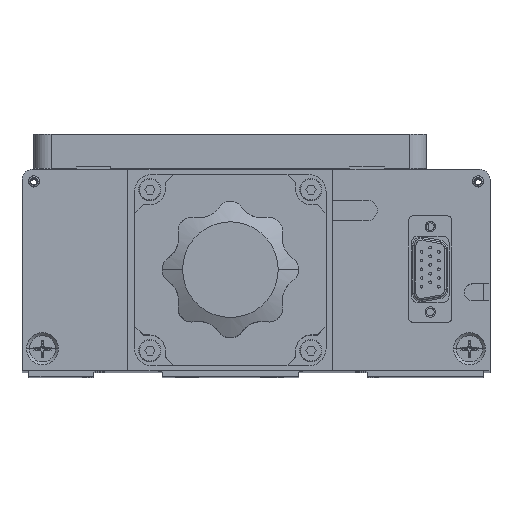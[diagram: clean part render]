
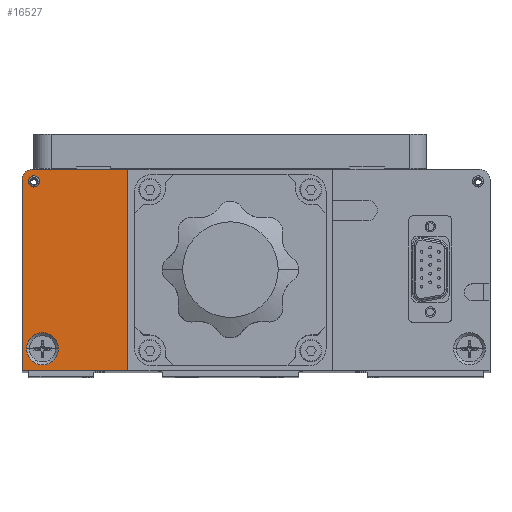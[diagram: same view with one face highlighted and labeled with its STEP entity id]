
A CAD part, top view. The second image highlights one B-rep face of the part: STEP entity #16527.
In plain terms, the highlighted planar face has unit normal (0, 0, 1).
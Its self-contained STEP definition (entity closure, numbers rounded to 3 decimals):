
#194 = ORIENTED_EDGE ( 'NONE', *, *, #10285, .T. ) ;
#417 = EDGE_CURVE ( 'NONE', #7357, #1649, #13837, .T. ) ;
#1003 = CARTESIAN_POINT ( 'NONE',  ( -65.611, -2.418, 142.5 ) ) ;
#1109 = DIRECTION ( 'NONE',  ( 1., 0., 0. ) ) ;
#1411 = ORIENTED_EDGE ( 'NONE', *, *, #38646, .T. ) ;
#1439 = VECTOR ( 'NONE', #38154, 1000. ) ;
#1649 = VERTEX_POINT ( 'NONE', #19639 ) ;
#2707 = CARTESIAN_POINT ( 'NONE',  ( -68.111, 46.582, 142.5 ) ) ;
#3469 = FACE_BOUND ( 'NONE', #22871, .T. ) ;
#3793 = EDGE_CURVE ( 'NONE', #13733, #4722, #32138, .T. ) ;
#4094 = DIRECTION ( 'NONE',  ( 1., 0., 0. ) ) ;
#4722 = VERTEX_POINT ( 'NONE', #20983 ) ;
#5098 = CARTESIAN_POINT ( 'NONE',  ( -68.611, 47.082, 142.5 ) ) ;
#5798 = DIRECTION ( 'NONE',  ( 1., 0., 0. ) ) ;
#6436 = CIRCLE ( 'NONE', #23687, 1.65 ) ;
#7126 = ORIENTED_EDGE ( 'NONE', *, *, #3793, .F. ) ;
#7136 = EDGE_CURVE ( 'NONE', #30139, #20586, #19729, .T. ) ;
#7357 = VERTEX_POINT ( 'NONE', #38788 ) ;
#7387 = CARTESIAN_POINT ( 'NONE',  ( -68.611, 50.082, 142.5 ) ) ;
#8011 = CIRCLE ( 'NONE', #19017, 4.7 ) ;
#8075 = CARTESIAN_POINT ( 'NONE',  ( -40.611, -8.918, 142.5 ) ) ;
#8218 = DIRECTION ( 'NONE',  ( 1., 0., 0. ) ) ;
#8946 = CARTESIAN_POINT ( 'NONE',  ( -70.311, -2.418, 142.5 ) ) ;
#10285 = EDGE_CURVE ( 'NONE', #32007, #25688, #34803, .T. ) ;
#10367 = VECTOR ( 'NONE', #32528, 1000. ) ;
#11137 = PLANE ( 'NONE',  #38357 ) ;
#11886 = VERTEX_POINT ( 'NONE', #18201 ) ;
#13733 = VERTEX_POINT ( 'NONE', #8946 ) ;
#13837 = CIRCLE ( 'NONE', #33789, 1.65 ) ;
#13945 = EDGE_CURVE ( 'NONE', #25688, #11886, #29339, .T. ) ;
#14177 = CARTESIAN_POINT ( 'NONE',  ( -68.611, 47.082, 142.5 ) ) ;
#14496 = CARTESIAN_POINT ( 'NONE',  ( -71.611, 47.082, 142.5 ) ) ;
#14640 = VECTOR ( 'NONE', #30571, 1000. ) ;
#14991 = DIRECTION ( 'NONE',  ( 0., 0., 1. ) ) ;
#16527 = ADVANCED_FACE ( 'NONE', ( #18802, #27896, #3469 ), #11137, .T. ) ;
#17047 = CARTESIAN_POINT ( 'NONE',  ( -40.611, -8.918, 142.5 ) ) ;
#17154 = ORIENTED_EDGE ( 'NONE', *, *, #31588, .F. ) ;
#17245 = DIRECTION ( 'NONE',  ( 1., 0., 0. ) ) ;
#17716 = LINE ( 'NONE', #35143, #1439 ) ;
#17852 = ORIENTED_EDGE ( 'NONE', *, *, #13945, .T. ) ;
#18201 = CARTESIAN_POINT ( 'NONE',  ( -40.611, 50.082, 142.5 ) ) ;
#18802 = FACE_BOUND ( 'NONE', #23718, .T. ) ;
#19017 = AXIS2_PLACEMENT_3D ( 'NONE', #37708, #19461, #1109 ) ;
#19461 = DIRECTION ( 'NONE',  ( 0., 0., 1. ) ) ;
#19639 = CARTESIAN_POINT ( 'NONE',  ( -69.761, 46.582, 142.5 ) ) ;
#19729 = CIRCLE ( 'NONE', #25426, 3. ) ;
#20586 = VERTEX_POINT ( 'NONE', #14496 ) ;
#20983 = CARTESIAN_POINT ( 'NONE',  ( -60.911, -2.418, 142.5 ) ) ;
#21210 = VECTOR ( 'NONE', #22131, 1000. ) ;
#21703 = ORIENTED_EDGE ( 'NONE', *, *, #26640, .F. ) ;
#22131 = DIRECTION ( 'NONE',  ( 0., 1., 0. ) ) ;
#22384 = DIRECTION ( 'NONE',  ( 0., 0., 1. ) ) ;
#22871 = EDGE_LOOP ( 'NONE', ( #21703, #35765 ) ) ;
#23687 = AXIS2_PLACEMENT_3D ( 'NONE', #33277, #14991, #36336 ) ;
#23718 = EDGE_LOOP ( 'NONE', ( #17154, #7126 ) ) ;
#24153 = DIRECTION ( 'NONE',  ( 0., 0., 1. ) ) ;
#25426 = AXIS2_PLACEMENT_3D ( 'NONE', #14177, #35579, #17245 ) ;
#25688 = VERTEX_POINT ( 'NONE', #17047 ) ;
#26489 = DIRECTION ( 'NONE',  ( 0., 0., 1. ) ) ;
#26640 = EDGE_CURVE ( 'NONE', #1649, #7357, #6436, .T. ) ;
#26994 = EDGE_CURVE ( 'NONE', #11886, #30139, #17716, .T. ) ;
#27611 = CARTESIAN_POINT ( 'NONE',  ( -71.611, 47.082, 142.5 ) ) ;
#27857 = AXIS2_PLACEMENT_3D ( 'NONE', #1003, #22384, #4094 ) ;
#27896 = FACE_OUTER_BOUND ( 'NONE', #29061, .T. ) ;
#29061 = EDGE_LOOP ( 'NONE', ( #32365, #1411, #194, #17852, #39289 ) ) ;
#29339 = LINE ( 'NONE', #34320, #21210 ) ;
#30139 = VERTEX_POINT ( 'NONE', #7387 ) ;
#30571 = DIRECTION ( 'NONE',  ( 0., -1., 0. ) ) ;
#30944 = CARTESIAN_POINT ( 'NONE',  ( -71.611, -8.918, 142.5 ) ) ;
#31588 = EDGE_CURVE ( 'NONE', #4722, #13733, #8011, .T. ) ;
#32007 = VERTEX_POINT ( 'NONE', #30944 ) ;
#32138 = CIRCLE ( 'NONE', #27857, 4.7 ) ;
#32365 = ORIENTED_EDGE ( 'NONE', *, *, #7136, .T. ) ;
#32528 = DIRECTION ( 'NONE',  ( 1., 0., 0. ) ) ;
#33277 = CARTESIAN_POINT ( 'NONE',  ( -68.111, 46.582, 142.5 ) ) ;
#33789 = AXIS2_PLACEMENT_3D ( 'NONE', #2707, #24153, #5798 ) ;
#34320 = CARTESIAN_POINT ( 'NONE',  ( -40.611, 50.082, 142.5 ) ) ;
#34803 = LINE ( 'NONE', #8075, #10367 ) ;
#35143 = CARTESIAN_POINT ( 'NONE',  ( -40.611, 50.082, 142.5 ) ) ;
#35579 = DIRECTION ( 'NONE',  ( 0., 0., 1. ) ) ;
#35765 = ORIENTED_EDGE ( 'NONE', *, *, #417, .F. ) ;
#36336 = DIRECTION ( 'NONE',  ( 1., 0., 0. ) ) ;
#37708 = CARTESIAN_POINT ( 'NONE',  ( -65.611, -2.418, 142.5 ) ) ;
#38154 = DIRECTION ( 'NONE',  ( -1., 0., 0. ) ) ;
#38357 = AXIS2_PLACEMENT_3D ( 'NONE', #5098, #26489, #8218 ) ;
#38646 = EDGE_CURVE ( 'NONE', #20586, #32007, #39011, .T. ) ;
#38788 = CARTESIAN_POINT ( 'NONE',  ( -66.461, 46.582, 142.5 ) ) ;
#39011 = LINE ( 'NONE', #27611, #14640 ) ;
#39289 = ORIENTED_EDGE ( 'NONE', *, *, #26994, .T. ) ;
